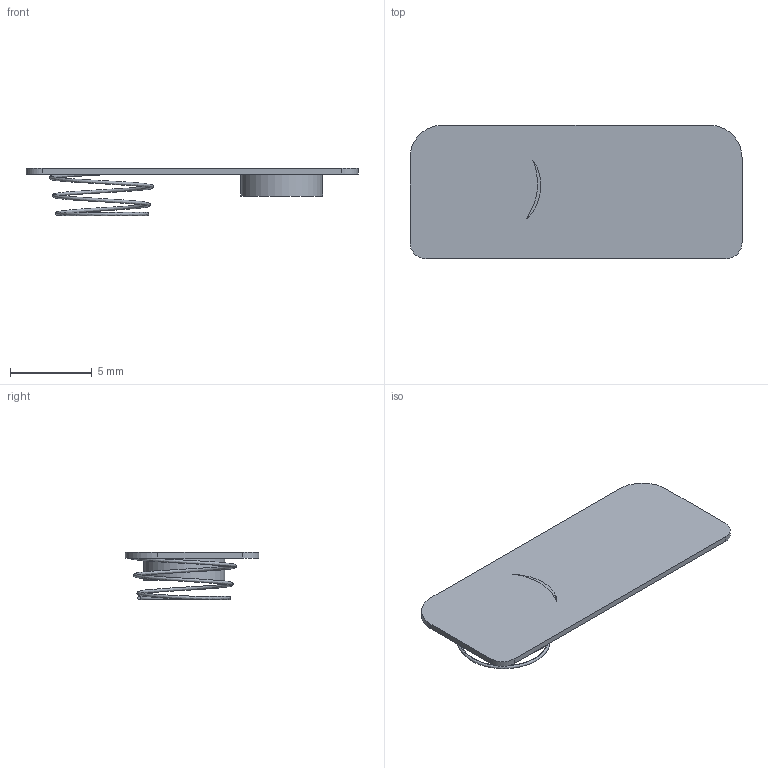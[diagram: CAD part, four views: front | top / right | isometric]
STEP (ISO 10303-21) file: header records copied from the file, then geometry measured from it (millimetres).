
FILE_DESCRIPTION(/* description */ (''),/* implementation_level */ '2;1');
FILE_NAME(/* name */ '2xAAA_BOX v1.step',/* time_stamp */ '2022-02-20T12:00:23+03:00',/* author */ (''),/* organization */ (''),/* preprocessor_version */ 'ST-DEVELOPER v18.1',/* originating_system */ 'Autodesk Translation Framework v10.10.0.1391',/* authorisation */ '');
FILE_SCHEMA (('AUTOMOTIVE_DESIGN { 1 0 10303 214 3 1 1 }'));
Length unit declared in the file: millimetre
Products named in the file (2): 2xAAA_BOX; sprezyna
Assembly tree (1 placements, depth 2):
  2xAAA_BOX
    sprezyna
Bounding box: 20.35 x 8.2 x 2.9 mm (x, y, z)
Volume: 87 mm3; surface area: 447.6 mm2
Topology: 3 solids, 3 shells, 17 faces, 33 edges, 22 vertices
Faces by surface type: plane 10, cylinder 5, bspline 2
Full cylindrical faces by diameter (mm): 5 x1
Entity records: 1572 total; most frequent: CARTESIAN_POINT 1168, DIRECTION 73, ORIENTED_EDGE 66, EDGE_CURVE 33, AXIS2_PLACEMENT_3D 28, VERTEX_POINT 22, LINE 17, VECTOR 17
